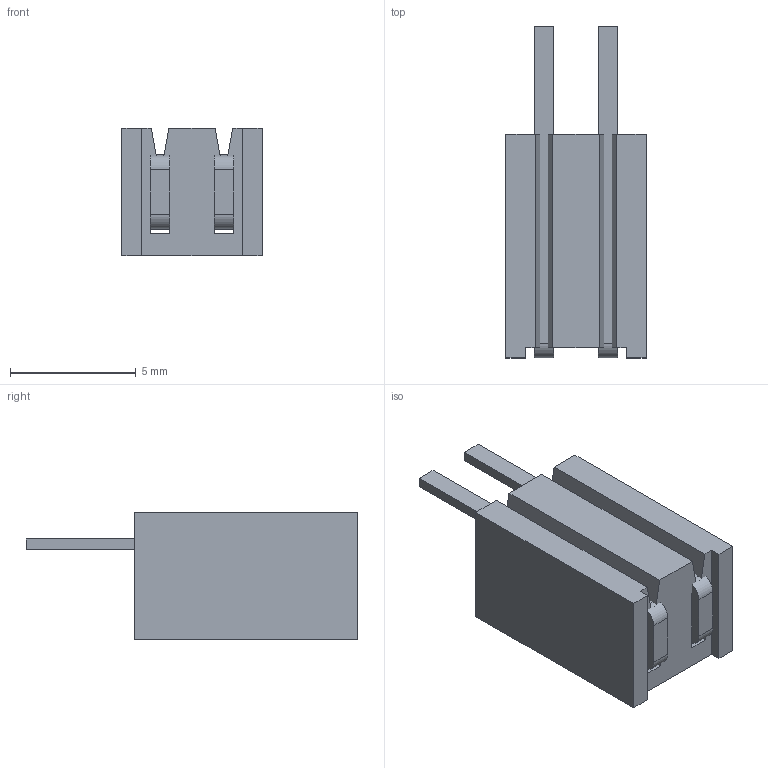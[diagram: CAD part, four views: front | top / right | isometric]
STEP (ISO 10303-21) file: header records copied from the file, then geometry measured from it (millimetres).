
FILE_DESCRIPTION(/* description */ ('STEP AP214'),/* implementation_level */ '2;1');
FILE_NAME(/* name */ 'BSW-102-04-T-S',/* time_stamp */ '2025-06-22T04:57:18+02:00',/* author */ ('License CC BY-ND 4.0'),/* organization */ ('CADENAS'),/* preprocessor_version */ 'ST-DEVELOPER v19.3',/* originating_system */ 'PARTsolutions',/* authorisation */ ' ');
FILE_SCHEMA (('AUTOMOTIVE_DESIGN {1 0 10303 214 3 1 1}'));
Length unit declared in the file: inch
Products named in the file (3): BSW-102-04-T-S; BSW-02-04-S_socket; C-8-5-01-02-S
Assembly tree (2 placements, depth 2):
  BSW-102-04-T-S
    BSW-02-04-S_socket
    C-8-5-01-02-S
Bounding box: 5.59 x 13.21 x 5.08 mm (x, y, z)
Volume: 248 mm3; surface area: 485.7 mm2
Topology: 2 solids, 2 shells, 84 faces, 244 edges, 160 vertices
Faces by surface type: plane 76, cylinder 8
Entity records: 2814 total; most frequent: CARTESIAN_POINT 491, ORIENTED_EDGE 488, DIRECTION 434, EDGE_CURVE 244, LINE 228, VECTOR 228, VERTEX_POINT 160, AXIS2_PLACEMENT_3D 103
